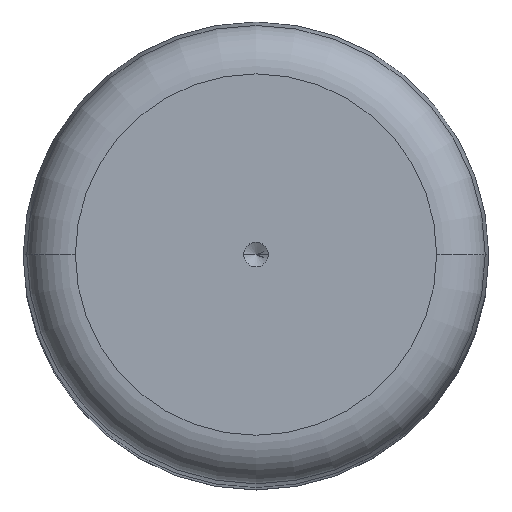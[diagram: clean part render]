
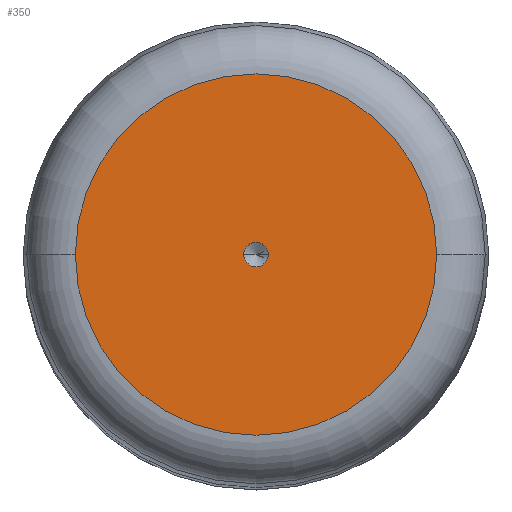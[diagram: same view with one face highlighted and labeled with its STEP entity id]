
A CAD part, top view. The second image highlights one B-rep face of the part: STEP entity #350.
In plain terms, the highlighted planar face has unit normal (0, 0, 1).
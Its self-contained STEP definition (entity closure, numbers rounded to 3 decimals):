
#11 = DIRECTION ( 'NONE',  ( 0., 0., 1. ) ) ;
#16 = EDGE_CURVE ( 'NONE', #165, #436, #591, .T. ) ;
#19 = FACE_BOUND ( 'NONE', #487, .T. ) ;
#58 = AXIS2_PLACEMENT_3D ( 'NONE', #215, #263, #545 ) ;
#95 = PLANE ( 'NONE',  #656 ) ;
#107 = DIRECTION ( 'NONE',  ( 0., 0., 1. ) ) ;
#155 = CARTESIAN_POINT ( 'NONE',  ( 1., 0., 130. ) ) ;
#157 = ORIENTED_EDGE ( 'NONE', *, *, #198, .F. ) ;
#165 = VERTEX_POINT ( 'NONE', #362 ) ;
#166 = CIRCLE ( 'NONE', #271, 14.75 ) ;
#190 = ORIENTED_EDGE ( 'NONE', *, *, #16, .F. ) ;
#191 = CIRCLE ( 'NONE', #332, 14.75 ) ;
#192 = DIRECTION ( 'NONE',  ( 0., 0., 1. ) ) ;
#195 = CARTESIAN_POINT ( 'NONE',  ( 0., 0., 130. ) ) ;
#198 = EDGE_CURVE ( 'NONE', #436, #165, #573, .T. ) ;
#200 = DIRECTION ( 'NONE',  ( 1., 0., 0. ) ) ;
#209 = CARTESIAN_POINT ( 'NONE',  ( 0., 0., 130. ) ) ;
#215 = CARTESIAN_POINT ( 'NONE',  ( 0., 0., 130. ) ) ;
#245 = DIRECTION ( 'NONE',  ( 1., 0., 0. ) ) ;
#263 = DIRECTION ( 'NONE',  ( 0., 0., 1. ) ) ;
#271 = AXIS2_PLACEMENT_3D ( 'NONE', #461, #507, #245 ) ;
#293 = ORIENTED_EDGE ( 'NONE', *, *, #486, .T. ) ;
#329 = CARTESIAN_POINT ( 'NONE',  ( 14.75, 0., 130. ) ) ;
#332 = AXIS2_PLACEMENT_3D ( 'NONE', #367, #107, #468 ) ;
#341 = EDGE_CURVE ( 'NONE', #503, #651, #166, .T. ) ;
#350 = ADVANCED_FACE ( 'NONE', ( #19, #557 ), #95, .T. ) ;
#362 = CARTESIAN_POINT ( 'NONE',  ( -1., 0., 130. ) ) ;
#367 = CARTESIAN_POINT ( 'NONE',  ( 0., 0., 130. ) ) ;
#398 = CARTESIAN_POINT ( 'NONE',  ( -14.75, 0., 130. ) ) ;
#430 = EDGE_LOOP ( 'NONE', ( #293, #605 ) ) ;
#436 = VERTEX_POINT ( 'NONE', #155 ) ;
#461 = CARTESIAN_POINT ( 'NONE',  ( 0., 0., 130. ) ) ;
#468 = DIRECTION ( 'NONE',  ( 1., 0., 0. ) ) ;
#473 = AXIS2_PLACEMENT_3D ( 'NONE', #209, #11, #200 ) ;
#486 = EDGE_CURVE ( 'NONE', #651, #503, #191, .T. ) ;
#487 = EDGE_LOOP ( 'NONE', ( #157, #190 ) ) ;
#503 = VERTEX_POINT ( 'NONE', #398 ) ;
#507 = DIRECTION ( 'NONE',  ( 0., 0., 1. ) ) ;
#545 = DIRECTION ( 'NONE',  ( 1., 0., 0. ) ) ;
#557 = FACE_OUTER_BOUND ( 'NONE', #430, .T. ) ;
#573 = CIRCLE ( 'NONE', #473, 1. ) ;
#591 = CIRCLE ( 'NONE', #58, 1. ) ;
#605 = ORIENTED_EDGE ( 'NONE', *, *, #341, .T. ) ;
#617 = DIRECTION ( 'NONE',  ( 1., 0., 0. ) ) ;
#651 = VERTEX_POINT ( 'NONE', #329 ) ;
#656 = AXIS2_PLACEMENT_3D ( 'NONE', #195, #192, #617 ) ;
